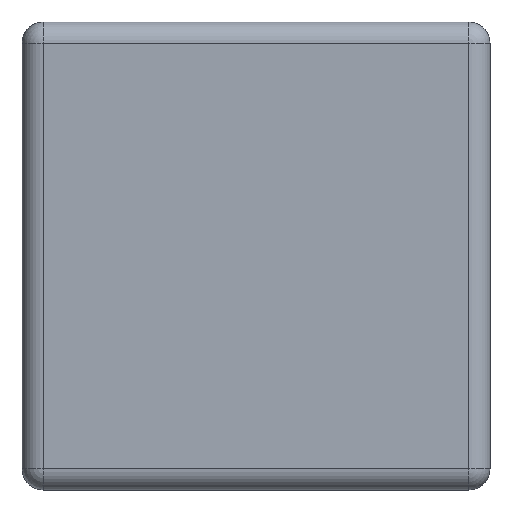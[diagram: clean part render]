
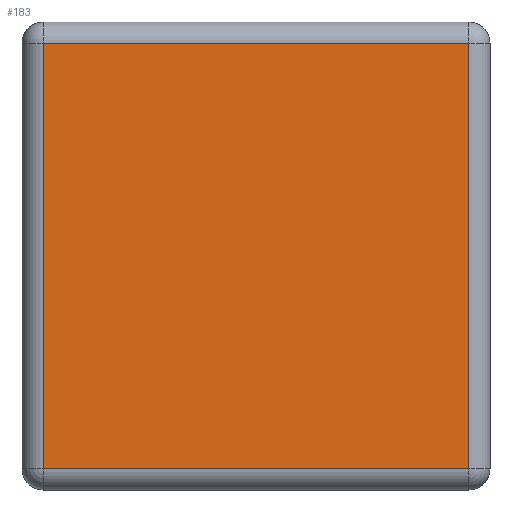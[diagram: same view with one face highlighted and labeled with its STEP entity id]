
A CAD part, front view. The second image highlights one B-rep face of the part: STEP entity #183.
In plain terms, the highlighted planar face has unit normal (0, -1, 0).
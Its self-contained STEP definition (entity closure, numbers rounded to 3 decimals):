
#183=ADVANCED_FACE('',(#341),#343,.T.);
#341=FACE_BOUND('',#342,.T.);
#342=EDGE_LOOP('',(#696,#697,#698,#699));
#343=PLANE('',#344);
#344=AXIS2_PLACEMENT_3D('',#345,#346,#347);
#345=CARTESIAN_POINT('',(-0.4,0.,0.8));
#346=DIRECTION('',(0.,-1.,0.));
#347=DIRECTION('',(0.,0.,-1.));
#696=ORIENTED_EDGE('',*,*,#900,.F.);
#697=ORIENTED_EDGE('',*,*,#901,.F.);
#698=ORIENTED_EDGE('',*,*,#902,.T.);
#699=ORIENTED_EDGE('',*,*,#903,.T.);
#900=EDGE_CURVE('',#1060,#1061,#1062,.T.);
#901=EDGE_CURVE('',#1063,#1060,#1064,.T.);
#902=EDGE_CURVE('',#1063,#1065,#1066,.T.);
#903=EDGE_CURVE('',#1065,#1061,#1067,.T.);
#1060=VERTEX_POINT('',#1336);
#1061=VERTEX_POINT('',#1337);
#1062=LINE('',#1338,#1339);
#1063=VERTEX_POINT('',#1341);
#1064=LINE('',#1342,#1343);
#1065=VERTEX_POINT('',#1345);
#1066=LINE('',#1346,#1347);
#1067=LINE('',#1349,#1350);
#1336=CARTESIAN_POINT('',(0.364,0.,0.764));
#1337=CARTESIAN_POINT('',(0.364,0.,0.036));
#1338=CARTESIAN_POINT('',(0.364,0.,0.764));
#1339=VECTOR('',#1340,1.);
#1340=DIRECTION('',(0.,0.,-1.));
#1341=CARTESIAN_POINT('',(-0.364,0.,0.764));
#1342=CARTESIAN_POINT('',(-0.364,0.,0.764));
#1343=VECTOR('',#1344,1.);
#1344=DIRECTION('',(1.,0.,0.));
#1345=CARTESIAN_POINT('',(-0.364,0.,0.036));
#1346=CARTESIAN_POINT('',(-0.364,0.,0.764));
#1347=VECTOR('',#1348,1.);
#1348=DIRECTION('',(0.,0.,-1.));
#1349=CARTESIAN_POINT('',(-0.364,0.,0.036));
#1350=VECTOR('',#1351,1.);
#1351=DIRECTION('',(1.,0.,0.));
